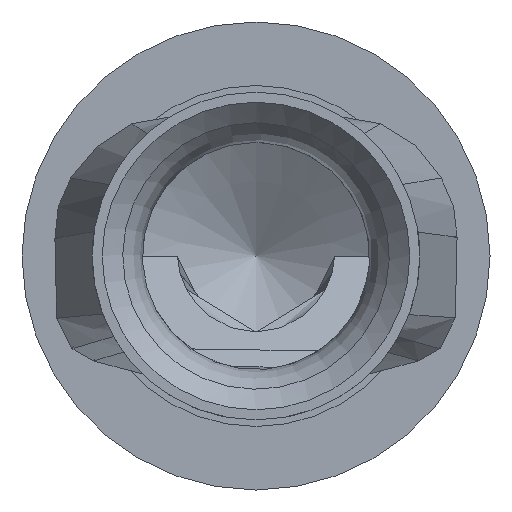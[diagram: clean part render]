
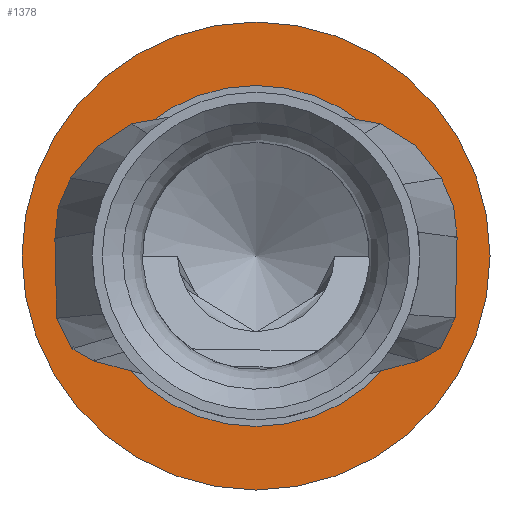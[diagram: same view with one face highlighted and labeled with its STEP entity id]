
A CAD part, left-side view. The second image highlights one B-rep face of the part: STEP entity #1378.
In plain terms, the highlighted planar face has unit normal (-1, 0, 0).
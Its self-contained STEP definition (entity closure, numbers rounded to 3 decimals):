
#75=PLANE('',#1513);
#93=FACE_BOUND('',#323,.T.);
#232=FACE_OUTER_BOUND('',#322,.T.);
#322=EDGE_LOOP('',(#1117));
#323=EDGE_LOOP('',(#1118));
#547=CIRCLE('',#1512,1.275);
#548=CIRCLE('',#1514,1.75);
#650=VERTEX_POINT('',#2764);
#652=VERTEX_POINT('',#2803);
#819=EDGE_CURVE('',#650,#650,#547,.T.);
#821=EDGE_CURVE('',#652,#652,#548,.T.);
#1117=ORIENTED_EDGE('',*,*,#821,.F.);
#1118=ORIENTED_EDGE('',*,*,#819,.F.);
#1378=ADVANCED_FACE('',(#232,#93),#75,.F.);
#1512=AXIS2_PLACEMENT_3D('',#2766,#1699,#1700);
#1513=AXIS2_PLACEMENT_3D('',#2802,#1701,#1702);
#1514=AXIS2_PLACEMENT_3D('',#2804,#1703,#1704);
#1699=DIRECTION('center_axis',(-1.,0.,0.));
#1700=DIRECTION('ref_axis',(0.,0.,-1.));
#1701=DIRECTION('center_axis',(1.,0.,0.));
#1702=DIRECTION('ref_axis',(0.,0.,-1.));
#1703=DIRECTION('center_axis',(1.,0.,0.));
#1704=DIRECTION('ref_axis',(0.,0.,-1.));
#2764=CARTESIAN_POINT('',(0.45,0.,1.275));
#2766=CARTESIAN_POINT('Origin',(0.45,0.,0.));
#2802=CARTESIAN_POINT('Origin',(0.45,0.,0.));
#2803=CARTESIAN_POINT('',(0.45,0.,1.75));
#2804=CARTESIAN_POINT('Origin',(0.45,0.,0.));
